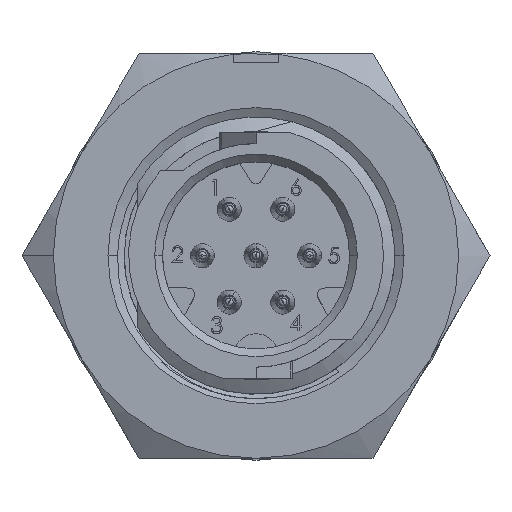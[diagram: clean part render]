
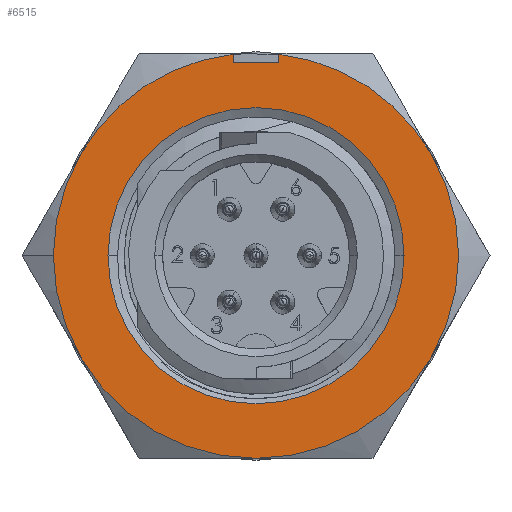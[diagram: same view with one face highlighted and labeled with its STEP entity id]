
A CAD part, top view. The second image highlights one B-rep face of the part: STEP entity #6515.
In plain terms, the highlighted planar face has unit normal (0, 0, 1).
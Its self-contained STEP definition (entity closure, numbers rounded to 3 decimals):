
#1 = AXIS2_PLACEMENT_3D ( 'NONE', #5416, #13551, #15020 ) ;
#19 = CARTESIAN_POINT ( 'NONE',  ( 0., 0., 10.236 ) ) ;
#498 = EDGE_CURVE ( 'NONE', #20767, #20345, #1561, .T. ) ;
#595 = DIRECTION ( 'NONE',  ( 0., 0., -1. ) ) ;
#704 = VERTEX_POINT ( 'NONE', #8556 ) ;
#812 = PLANE ( 'NONE',  #18094 ) ;
#868 = DIRECTION ( 'NONE',  ( 0., -1., 0. ) ) ;
#1009 = CIRCLE ( 'NONE', #1, 5.753 ) ;
#1395 = CARTESIAN_POINT ( 'NONE',  ( 0., 0., 10.236 ) ) ;
#1520 = AXIS2_PLACEMENT_3D ( 'NONE', #12204, #595, #7034 ) ;
#1561 = CIRCLE ( 'NONE', #15384, 7.874 ) ;
#1632 = ORIENTED_EDGE ( 'NONE', *, *, #19671, .F. ) ;
#1689 = VERTEX_POINT ( 'NONE', #19570 ) ;
#1996 = VECTOR ( 'NONE', #868, 1000. ) ;
#1999 = EDGE_LOOP ( 'NONE', ( #12336, #10851, #1632, #11391, #17789, #18600, #8148, #20611, #8933, #6020 ) ) ;
#2842 = DIRECTION ( 'NONE',  ( 0., 0., -1. ) ) ;
#2902 = CIRCLE ( 'NONE', #19361, 7.874 ) ;
#3897 = CARTESIAN_POINT ( 'NONE',  ( 0., 0., 10.236 ) ) ;
#4267 = CARTESIAN_POINT ( 'NONE',  ( 5.753, 0., 10.236 ) ) ;
#4469 = DIRECTION ( 'NONE',  ( 0., 0., -1. ) ) ;
#4831 = EDGE_CURVE ( 'NONE', #18447, #20767, #12033, .T. ) ;
#5387 = EDGE_CURVE ( 'NONE', #20345, #14795, #18359, .T. ) ;
#5399 = CARTESIAN_POINT ( 'NONE',  ( 0.889, -7.493, 10.236 ) ) ;
#5416 = CARTESIAN_POINT ( 'NONE',  ( 0., 0., 10.236 ) ) ;
#5504 = CARTESIAN_POINT ( 'NONE',  ( 0., 7.874, 10.236 ) ) ;
#5570 = VERTEX_POINT ( 'NONE', #5614 ) ;
#5614 = CARTESIAN_POINT ( 'NONE',  ( -5.753, 0., 10.236 ) ) ;
#5623 = AXIS2_PLACEMENT_3D ( 'NONE', #3897, #15502, #19997 ) ;
#5737 = CIRCLE ( 'NONE', #8409, 5.753 ) ;
#5771 = CARTESIAN_POINT ( 'NONE',  ( 0., 0., 10.236 ) ) ;
#5901 = DIRECTION ( 'NONE',  ( 1., 0., 0. ) ) ;
#5995 = VECTOR ( 'NONE', #6561, 1000. ) ;
#6020 = ORIENTED_EDGE ( 'NONE', *, *, #11547, .F. ) ;
#6259 = CARTESIAN_POINT ( 'NONE',  ( 0.889, -8.938, 10.236 ) ) ;
#6444 = DIRECTION ( 'NONE',  ( 0., 0., -1. ) ) ;
#6515 = ADVANCED_FACE ( 'NONE', ( #6819, #10208 ), #812, .F. ) ;
#6552 = CARTESIAN_POINT ( 'NONE',  ( -0.889, -7.824, 10.236 ) ) ;
#6561 = DIRECTION ( 'NONE',  ( -1., 0., 0. ) ) ;
#6731 = VERTEX_POINT ( 'NONE', #12811 ) ;
#6819 = FACE_BOUND ( 'NONE', #6946, .T. ) ;
#6946 = EDGE_LOOP ( 'NONE', ( #20560, #16060 ) ) ;
#7005 = AXIS2_PLACEMENT_3D ( 'NONE', #10655, #2842, #5901 ) ;
#7034 = DIRECTION ( 'NONE',  ( 1., 0., 0. ) ) ;
#7649 = DIRECTION ( 'NONE',  ( 0., 1., 0. ) ) ;
#7652 = DIRECTION ( 'NONE',  ( 0., 0., -1. ) ) ;
#8148 = ORIENTED_EDGE ( 'NONE', *, *, #498, .F. ) ;
#8409 = AXIS2_PLACEMENT_3D ( 'NONE', #19, #6444, #12888 ) ;
#8556 = CARTESIAN_POINT ( 'NONE',  ( 0.889, -7.824, 10.236 ) ) ;
#8688 = VERTEX_POINT ( 'NONE', #6552 ) ;
#8731 = VERTEX_POINT ( 'NONE', #18017 ) ;
#8933 = ORIENTED_EDGE ( 'NONE', *, *, #12207, .F. ) ;
#9011 = EDGE_CURVE ( 'NONE', #5570, #10061, #1009, .T. ) ;
#9111 = CARTESIAN_POINT ( 'NONE',  ( -0.889, -8.938, 10.236 ) ) ;
#9315 = AXIS2_PLACEMENT_3D ( 'NONE', #5771, #12213, #18606 ) ;
#9450 = EDGE_CURVE ( 'NONE', #8688, #12339, #19987, .T. ) ;
#9547 = CARTESIAN_POINT ( 'NONE',  ( 0., 0., 10.236 ) ) ;
#9835 = LINE ( 'NONE', #5399, #5995 ) ;
#9873 = VECTOR ( 'NONE', #7649, 1000. ) ;
#9987 = DIRECTION ( 'NONE',  ( 0., -1., 0. ) ) ;
#10061 = VERTEX_POINT ( 'NONE', #4267 ) ;
#10208 = FACE_OUTER_BOUND ( 'NONE', #1999, .T. ) ;
#10655 = CARTESIAN_POINT ( 'NONE',  ( 0., 0., 10.236 ) ) ;
#10784 = CIRCLE ( 'NONE', #12123, 7.874 ) ;
#10819 = LINE ( 'NONE', #6259, #9873 ) ;
#10851 = ORIENTED_EDGE ( 'NONE', *, *, #12741, .F. ) ;
#11121 = CARTESIAN_POINT ( 'NONE',  ( 6.819, 3.937, 10.236 ) ) ;
#11391 = ORIENTED_EDGE ( 'NONE', *, *, #13766, .F. ) ;
#11547 = EDGE_CURVE ( 'NONE', #12339, #6731, #13413, .T. ) ;
#11574 = DIRECTION ( 'NONE',  ( 0., 0., -1. ) ) ;
#11757 = DIRECTION ( 'NONE',  ( 0., 0., -1. ) ) ;
#11819 = CARTESIAN_POINT ( 'NONE',  ( 7.874, 0., 10.236 ) ) ;
#12033 = CIRCLE ( 'NONE', #5623, 7.874 ) ;
#12123 = AXIS2_PLACEMENT_3D ( 'NONE', #19733, #11757, #18155 ) ;
#12204 = CARTESIAN_POINT ( 'NONE',  ( 0., 0., 10.236 ) ) ;
#12207 = EDGE_CURVE ( 'NONE', #6731, #18447, #10784, .T. ) ;
#12213 = DIRECTION ( 'NONE',  ( 0., 0., -1. ) ) ;
#12336 = ORIENTED_EDGE ( 'NONE', *, *, #9450, .F. ) ;
#12339 = VERTEX_POINT ( 'NONE', #17649 ) ;
#12741 = EDGE_CURVE ( 'NONE', #8731, #8688, #15639, .T. ) ;
#12811 = CARTESIAN_POINT ( 'NONE',  ( -6.819, 3.937, 10.236 ) ) ;
#12888 = DIRECTION ( 'NONE',  ( 1., 0., 0. ) ) ;
#12985 = EDGE_CURVE ( 'NONE', #10061, #5570, #5737, .T. ) ;
#13413 = CIRCLE ( 'NONE', #7005, 7.874 ) ;
#13484 = CARTESIAN_POINT ( 'NONE',  ( 0., 15.748, 10.236 ) ) ;
#13551 = DIRECTION ( 'NONE',  ( 0., 0., -1. ) ) ;
#13766 = EDGE_CURVE ( 'NONE', #704, #1689, #10819, .T. ) ;
#14795 = VERTEX_POINT ( 'NONE', #18671 ) ;
#15009 = EDGE_CURVE ( 'NONE', #14795, #704, #2902, .T. ) ;
#15020 = DIRECTION ( 'NONE',  ( 1., 0., 0. ) ) ;
#15384 = AXIS2_PLACEMENT_3D ( 'NONE', #1395, #4469, #20758 ) ;
#15502 = DIRECTION ( 'NONE',  ( 0., 0., -1. ) ) ;
#15639 = LINE ( 'NONE', #9111, #1996 ) ;
#16060 = ORIENTED_EDGE ( 'NONE', *, *, #12985, .T. ) ;
#17649 = CARTESIAN_POINT ( 'NONE',  ( -6.819, -3.937, 10.236 ) ) ;
#17789 = ORIENTED_EDGE ( 'NONE', *, *, #15009, .F. ) ;
#18017 = CARTESIAN_POINT ( 'NONE',  ( -0.889, -7.493, 10.236 ) ) ;
#18094 = AXIS2_PLACEMENT_3D ( 'NONE', #13484, #11574, #9987 ) ;
#18155 = DIRECTION ( 'NONE',  ( 1., 0., 0. ) ) ;
#18359 = CIRCLE ( 'NONE', #9315, 7.874 ) ;
#18447 = VERTEX_POINT ( 'NONE', #5504 ) ;
#18600 = ORIENTED_EDGE ( 'NONE', *, *, #5387, .F. ) ;
#18606 = DIRECTION ( 'NONE',  ( 1., 0., 0. ) ) ;
#18671 = CARTESIAN_POINT ( 'NONE',  ( 6.819, -3.937, 10.236 ) ) ;
#19361 = AXIS2_PLACEMENT_3D ( 'NONE', #9547, #7652, #20577 ) ;
#19570 = CARTESIAN_POINT ( 'NONE',  ( 0.889, -7.493, 10.236 ) ) ;
#19671 = EDGE_CURVE ( 'NONE', #1689, #8731, #9835, .T. ) ;
#19733 = CARTESIAN_POINT ( 'NONE',  ( 0., 0., 10.236 ) ) ;
#19987 = CIRCLE ( 'NONE', #1520, 7.874 ) ;
#19997 = DIRECTION ( 'NONE',  ( 1., 0., 0. ) ) ;
#20345 = VERTEX_POINT ( 'NONE', #11819 ) ;
#20560 = ORIENTED_EDGE ( 'NONE', *, *, #9011, .T. ) ;
#20577 = DIRECTION ( 'NONE',  ( 1., 0., 0. ) ) ;
#20611 = ORIENTED_EDGE ( 'NONE', *, *, #4831, .F. ) ;
#20758 = DIRECTION ( 'NONE',  ( 1., 0., 0. ) ) ;
#20767 = VERTEX_POINT ( 'NONE', #11121 ) ;
